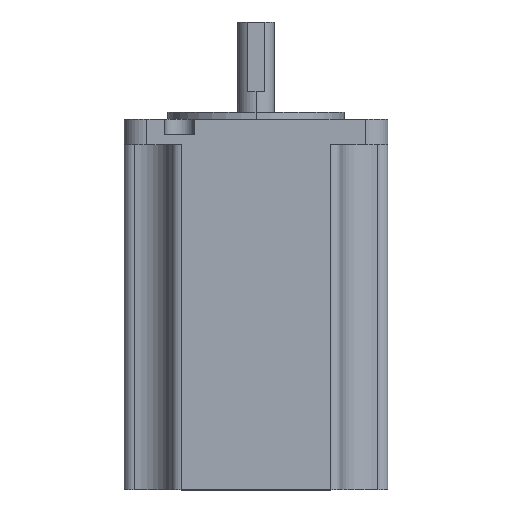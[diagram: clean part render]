
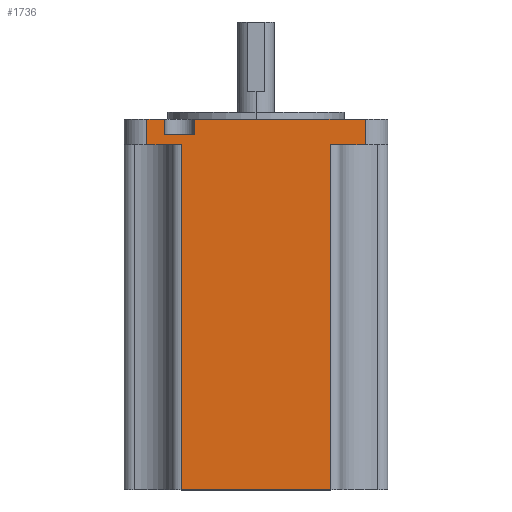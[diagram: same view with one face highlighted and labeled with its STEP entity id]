
A CAD part, top view. The second image highlights one B-rep face of the part: STEP entity #1736.
In plain terms, the highlighted planar face has unit normal (0, 0, 1).
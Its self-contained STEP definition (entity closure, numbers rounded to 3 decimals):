
#60 = PLANE ( 'NONE',  #173 ) ;
#68 = EDGE_CURVE ( 'NONE', #607, #1394, #1766, .T. ) ;
#91 = DIRECTION ( 'NONE',  ( 0., 1., 0. ) ) ;
#104 = VECTOR ( 'NONE', #278, 1000. ) ;
#157 = VERTEX_POINT ( 'NONE', #1270 ) ;
#173 = AXIS2_PLACEMENT_3D ( 'NONE', #917, #272, #1395 ) ;
#266 = ORIENTED_EDGE ( 'NONE', *, *, #1882, .T. ) ;
#272 = DIRECTION ( 'NONE',  ( 0., 0., 1. ) ) ;
#278 = DIRECTION ( 'NONE',  ( -1., 0., 0. ) ) ;
#279 = VECTOR ( 'NONE', #1875, 1000. ) ;
#328 = VECTOR ( 'NONE', #1519, 1000. ) ;
#331 = CARTESIAN_POINT ( 'NONE',  ( 4.93, -6., 0. ) ) ;
#362 = LINE ( 'NONE', #1310, #279 ) ;
#416 = CARTESIAN_POINT ( 'NONE',  ( 8.8, -3.4, 0. ) ) ;
#424 = DIRECTION ( 'NONE',  ( -1., 0., 0. ) ) ;
#434 = LINE ( 'NONE', #748, #756 ) ;
#452 = VECTOR ( 'NONE', #1826, 1000. ) ;
#473 = VERTEX_POINT ( 'NONE', #1235 ) ;
#533 = CARTESIAN_POINT ( 'NONE',  ( 4.93, -5.5, 0. ) ) ;
#537 = VECTOR ( 'NONE', #779, 1000. ) ;
#600 = VERTEX_POINT ( 'NONE', #2221 ) ;
#607 = VERTEX_POINT ( 'NONE', #1055 ) ;
#640 = CARTESIAN_POINT ( 'NONE',  ( 52.07, 0., 0. ) ) ;
#663 = VECTOR ( 'NONE', #2403, 1000. ) ;
#668 = EDGE_CURVE ( 'NONE', #1855, #1394, #1933, .T. ) ;
#673 = ORIENTED_EDGE ( 'NONE', *, *, #992, .F. ) ;
#702 = CARTESIAN_POINT ( 'NONE',  ( 12.4, -5.5, 0. ) ) ;
#716 = EDGE_CURVE ( 'NONE', #157, #473, #1012, .T. ) ;
#748 = CARTESIAN_POINT ( 'NONE',  ( 52.07, -6., 0. ) ) ;
#753 = ORIENTED_EDGE ( 'NONE', *, *, #668, .F. ) ;
#756 = VECTOR ( 'NONE', #804, 1000. ) ;
#758 = ORIENTED_EDGE ( 'NONE', *, *, #2417, .F. ) ;
#768 = LINE ( 'NONE', #1365, #797 ) ;
#779 = DIRECTION ( 'NONE',  ( 1., 0., 0. ) ) ;
#797 = VECTOR ( 'NONE', #424, 1000. ) ;
#804 = DIRECTION ( 'NONE',  ( 0., 1., 0. ) ) ;
#808 = VERTEX_POINT ( 'NONE', #1771 ) ;
#896 = VERTEX_POINT ( 'NONE', #1051 ) ;
#916 = EDGE_CURVE ( 'NONE', #1654, #2159, #2245, .T. ) ;
#917 = CARTESIAN_POINT ( 'NONE',  ( 0., -80., 0. ) ) ;
#922 = FACE_OUTER_BOUND ( 'NONE', #2272, .T. ) ;
#952 = VECTOR ( 'NONE', #2075, 1000. ) ;
#957 = CARTESIAN_POINT ( 'NONE',  ( 4.93, 0., 0. ) ) ;
#981 = LINE ( 'NONE', #416, #328 ) ;
#987 = ORIENTED_EDGE ( 'NONE', *, *, #1375, .T. ) ;
#992 = EDGE_CURVE ( 'NONE', #473, #1058, #1474, .T. ) ;
#1012 = LINE ( 'NONE', #1070, #663 ) ;
#1025 = CARTESIAN_POINT ( 'NONE',  ( 44.6, -5.5, 0. ) ) ;
#1051 = CARTESIAN_POINT ( 'NONE',  ( 12.4, -5.5, 0. ) ) ;
#1055 = CARTESIAN_POINT ( 'NONE',  ( 12.4, -80., 0. ) ) ;
#1058 = VERTEX_POINT ( 'NONE', #640 ) ;
#1070 = CARTESIAN_POINT ( 'NONE',  ( 15.2, -3.4, 0. ) ) ;
#1111 = CARTESIAN_POINT ( 'NONE',  ( 8.8, -3.4, 0. ) ) ;
#1137 = CARTESIAN_POINT ( 'NONE',  ( 8.8, 0., 0. ) ) ;
#1235 = CARTESIAN_POINT ( 'NONE',  ( 15.2, 0., 0. ) ) ;
#1240 = ORIENTED_EDGE ( 'NONE', *, *, #1853, .F. ) ;
#1270 = CARTESIAN_POINT ( 'NONE',  ( 15.2, -3.4, 0. ) ) ;
#1307 = ORIENTED_EDGE ( 'NONE', *, *, #716, .F. ) ;
#1310 = CARTESIAN_POINT ( 'NONE',  ( 0., 0., 0. ) ) ;
#1318 = ORIENTED_EDGE ( 'NONE', *, *, #2304, .F. ) ;
#1331 = ORIENTED_EDGE ( 'NONE', *, *, #68, .T. ) ;
#1365 = CARTESIAN_POINT ( 'NONE',  ( 44.6, -5.5, 0. ) ) ;
#1375 = EDGE_CURVE ( 'NONE', #896, #607, #2239, .T. ) ;
#1394 = VERTEX_POINT ( 'NONE', #1770 ) ;
#1395 = DIRECTION ( 'NONE',  ( 1., 0., 0. ) ) ;
#1415 = VECTOR ( 'NONE', #2179, 1000. ) ;
#1426 = ORIENTED_EDGE ( 'NONE', *, *, #1498, .T. ) ;
#1436 = CARTESIAN_POINT ( 'NONE',  ( 44.6, -5.5, 0. ) ) ;
#1454 = EDGE_CURVE ( 'NONE', #600, #157, #981, .T. ) ;
#1474 = LINE ( 'NONE', #1779, #1415 ) ;
#1498 = EDGE_CURVE ( 'NONE', #808, #1058, #434, .T. ) ;
#1519 = DIRECTION ( 'NONE',  ( 1., 0., 0. ) ) ;
#1534 = LINE ( 'NONE', #1582, #104 ) ;
#1582 = CARTESIAN_POINT ( 'NONE',  ( 12.4, -5.5, 0. ) ) ;
#1654 = VERTEX_POINT ( 'NONE', #533 ) ;
#1736 = ADVANCED_FACE ( 'NONE', ( #922 ), #60, .T. ) ;
#1766 = LINE ( 'NONE', #2161, #537 ) ;
#1770 = CARTESIAN_POINT ( 'NONE',  ( 44.6, -80., 0. ) ) ;
#1771 = CARTESIAN_POINT ( 'NONE',  ( 52.07, -5.5, 0. ) ) ;
#1779 = CARTESIAN_POINT ( 'NONE',  ( 0., 0., 0. ) ) ;
#1826 = DIRECTION ( 'NONE',  ( 0., -1., 0. ) ) ;
#1853 = EDGE_CURVE ( 'NONE', #896, #1654, #1534, .T. ) ;
#1855 = VERTEX_POINT ( 'NONE', #1025 ) ;
#1871 = VERTEX_POINT ( 'NONE', #1137 ) ;
#1875 = DIRECTION ( 'NONE',  ( 1., 0., 0. ) ) ;
#1882 = EDGE_CURVE ( 'NONE', #600, #1871, #2068, .T. ) ;
#1933 = LINE ( 'NONE', #1436, #452 ) ;
#1993 = ORIENTED_EDGE ( 'NONE', *, *, #1454, .F. ) ;
#2068 = LINE ( 'NONE', #1111, #2342 ) ;
#2075 = DIRECTION ( 'NONE',  ( 0., 1., 0. ) ) ;
#2131 = DIRECTION ( 'NONE',  ( 0., -1., 0. ) ) ;
#2159 = VERTEX_POINT ( 'NONE', #957 ) ;
#2161 = CARTESIAN_POINT ( 'NONE',  ( 0., -80., 0. ) ) ;
#2178 = VECTOR ( 'NONE', #2131, 1000. ) ;
#2179 = DIRECTION ( 'NONE',  ( 1., 0., 0. ) ) ;
#2221 = CARTESIAN_POINT ( 'NONE',  ( 8.8, -3.4, 0. ) ) ;
#2239 = LINE ( 'NONE', #702, #2178 ) ;
#2245 = LINE ( 'NONE', #331, #952 ) ;
#2272 = EDGE_LOOP ( 'NONE', ( #1331, #753, #1318, #1426, #673, #1307, #1993, #266, #758, #2291, #1240, #987 ) ) ;
#2291 = ORIENTED_EDGE ( 'NONE', *, *, #916, .F. ) ;
#2304 = EDGE_CURVE ( 'NONE', #808, #1855, #768, .T. ) ;
#2342 = VECTOR ( 'NONE', #91, 1000. ) ;
#2403 = DIRECTION ( 'NONE',  ( 0., 1., 0. ) ) ;
#2417 = EDGE_CURVE ( 'NONE', #2159, #1871, #362, .T. ) ;
